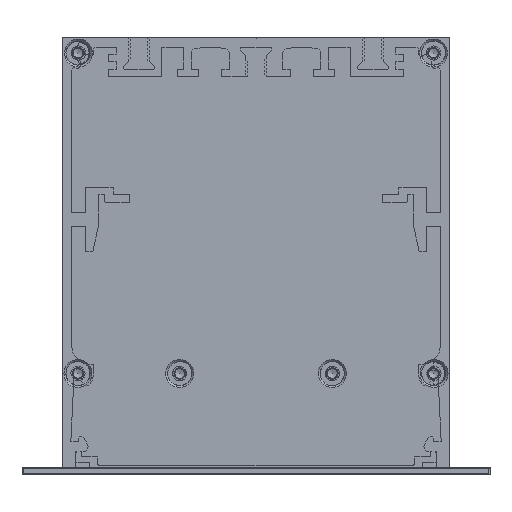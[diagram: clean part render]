
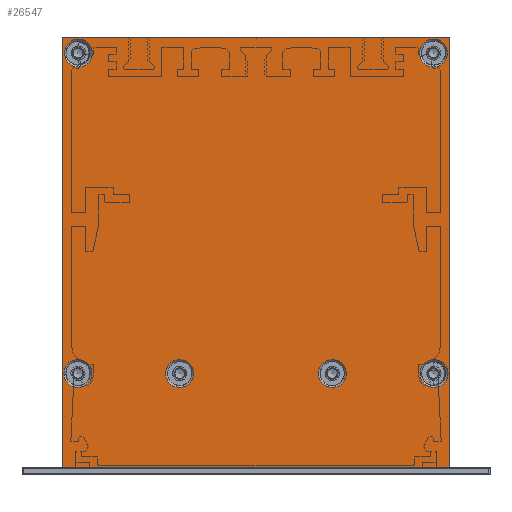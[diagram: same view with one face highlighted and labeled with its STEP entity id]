
A CAD part, front view. The second image highlights one B-rep face of the part: STEP entity #26547.
In plain terms, the highlighted planar face has unit normal (0, -1, 0).
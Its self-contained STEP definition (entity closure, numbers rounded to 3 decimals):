
#189=FACE_BOUND('',#4675,.T.);
#190=FACE_BOUND('',#4676,.T.);
#191=FACE_BOUND('',#4677,.T.);
#192=FACE_BOUND('',#4678,.T.);
#193=FACE_BOUND('',#4679,.T.);
#194=FACE_BOUND('',#4680,.T.);
#409=PLANE('',#28438);
#3228=FACE_OUTER_BOUND('',#4674,.T.);
#4674=EDGE_LOOP('',(#21899,#21900,#21901,#21902));
#4675=EDGE_LOOP('',(#21903));
#4676=EDGE_LOOP('',(#21904));
#4677=EDGE_LOOP('',(#21905));
#4678=EDGE_LOOP('',(#21906));
#4679=EDGE_LOOP('',(#21907));
#4680=EDGE_LOOP('',(#21908));
#5366=CIRCLE('',#27289,2.75);
#5385=CIRCLE('',#27355,2.75);
#5703=CIRCLE('',#28036,2.75);
#5724=CIRCLE('',#28106,2.75);
#5746=CIRCLE('',#28177,2.75);
#5765=CIRCLE('',#28243,2.75);
#7159=LINE('',#55704,#9023);
#7160=LINE('',#55706,#9024);
#7161=LINE('',#55708,#9025);
#7162=LINE('',#55709,#9026);
#9023=VECTOR('',#32897,10.);
#9024=VECTOR('',#32898,10.);
#9025=VECTOR('',#32899,10.);
#9026=VECTOR('',#32900,10.);
#9916=VERTEX_POINT('',#37018);
#10032=VERTEX_POINT('',#38513);
#11283=VERTEX_POINT('',#50130);
#11410=VERTEX_POINT('',#51756);
#11537=VERTEX_POINT('',#53380);
#11651=VERTEX_POINT('',#54872);
#12049=VERTEX_POINT('',#55702);
#12050=VERTEX_POINT('',#55703);
#12051=VERTEX_POINT('',#55705);
#12052=VERTEX_POINT('',#55707);
#12760=EDGE_CURVE('',#9916,#9916,#5366,.T.);
#12933=EDGE_CURVE('',#10032,#10032,#5385,.T.);
#14607=EDGE_CURVE('',#11283,#11283,#5703,.T.);
#14796=EDGE_CURVE('',#11410,#11410,#5724,.T.);
#14984=EDGE_CURVE('',#11537,#11537,#5746,.T.);
#15155=EDGE_CURVE('',#11651,#11651,#5765,.T.);
#15566=EDGE_CURVE('',#12049,#12050,#7159,.T.);
#15567=EDGE_CURVE('',#12050,#12051,#7160,.T.);
#15568=EDGE_CURVE('',#12051,#12052,#7161,.T.);
#15569=EDGE_CURVE('',#12052,#12049,#7162,.T.);
#21899=ORIENTED_EDGE('',*,*,#15566,.T.);
#21900=ORIENTED_EDGE('',*,*,#15567,.T.);
#21901=ORIENTED_EDGE('',*,*,#15568,.T.);
#21902=ORIENTED_EDGE('',*,*,#15569,.T.);
#21903=ORIENTED_EDGE('',*,*,#12760,.T.);
#21904=ORIENTED_EDGE('',*,*,#12933,.T.);
#21905=ORIENTED_EDGE('',*,*,#14796,.T.);
#21906=ORIENTED_EDGE('',*,*,#14984,.T.);
#21907=ORIENTED_EDGE('',*,*,#15155,.T.);
#21908=ORIENTED_EDGE('',*,*,#14607,.T.);
#26547=ADVANCED_FACE('',(#3228,#189,#190,#191,#192,#193,#194),#409,.T.);
#27289=AXIS2_PLACEMENT_3D('',#37019,#29556,#29557);
#27355=AXIS2_PLACEMENT_3D('',#38514,#29738,#29739);
#28036=AXIS2_PLACEMENT_3D('',#50131,#31702,#31703);
#28106=AXIS2_PLACEMENT_3D('',#51758,#31895,#31896);
#28177=AXIS2_PLACEMENT_3D('',#53382,#32089,#32090);
#28243=AXIS2_PLACEMENT_3D('',#54873,#32269,#32270);
#28438=AXIS2_PLACEMENT_3D('',#55701,#32895,#32896);
#29556=DIRECTION('center_axis',(0.,1.,0.));
#29557=DIRECTION('ref_axis',(-1.,0.,0.));
#29738=DIRECTION('center_axis',(0.,1.,0.));
#29739=DIRECTION('ref_axis',(-1.,0.,0.));
#31702=DIRECTION('center_axis',(0.,1.,0.));
#31703=DIRECTION('ref_axis',(-1.,0.,0.));
#31895=DIRECTION('center_axis',(0.,1.,0.));
#31896=DIRECTION('ref_axis',(-1.,0.,0.));
#32089=DIRECTION('center_axis',(0.,1.,0.));
#32090=DIRECTION('ref_axis',(-1.,0.,0.));
#32269=DIRECTION('center_axis',(0.,1.,0.));
#32270=DIRECTION('ref_axis',(-1.,0.,0.));
#32895=DIRECTION('center_axis',(0.,-1.,0.));
#32896=DIRECTION('ref_axis',(0.,0.,1.));
#32897=DIRECTION('',(1.,0.,0.));
#32898=DIRECTION('',(0.,0.,1.));
#32899=DIRECTION('',(-1.,0.,0.));
#32900=DIRECTION('',(0.,0.,-1.));
#37018=CARTESIAN_POINT('',(17.75,-575.5,-66.1));
#37019=CARTESIAN_POINT('Origin',(15.,-575.5,-66.1));
#38513=CARTESIAN_POINT('',(-12.25,-575.5,-66.1));
#38514=CARTESIAN_POINT('Origin',(-15.,-575.5,-66.1));
#50130=CARTESIAN_POINT('',(37.65,-575.5,-3.1));
#50131=CARTESIAN_POINT('Origin',(34.9,-575.5,-3.1));
#51756=CARTESIAN_POINT('',(-32.15,-575.5,-3.1));
#51758=CARTESIAN_POINT('Origin',(-34.9,-575.5,-3.1));
#53380=CARTESIAN_POINT('',(37.75,-575.5,-66.1));
#53382=CARTESIAN_POINT('Origin',(35.,-575.5,-66.1));
#54872=CARTESIAN_POINT('',(-32.25,-575.5,-66.1));
#54873=CARTESIAN_POINT('Origin',(-35.,-575.5,-66.1));
#55701=CARTESIAN_POINT('Origin',(0.,-575.5,-43.));
#55702=CARTESIAN_POINT('',(-38.,-575.5,-84.6));
#55703=CARTESIAN_POINT('',(38.,-575.5,-84.6));
#55704=CARTESIAN_POINT('',(0.,-575.5,-84.6));
#55705=CARTESIAN_POINT('',(38.,-575.5,0.));
#55706=CARTESIAN_POINT('',(38.,-575.5,0.));
#55707=CARTESIAN_POINT('',(-38.,-575.5,0.));
#55708=CARTESIAN_POINT('',(-38.,-575.5,0.));
#55709=CARTESIAN_POINT('',(-38.,-575.5,-86.));
